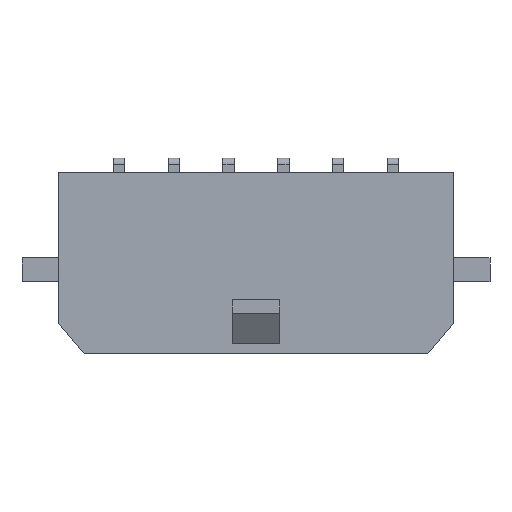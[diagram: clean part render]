
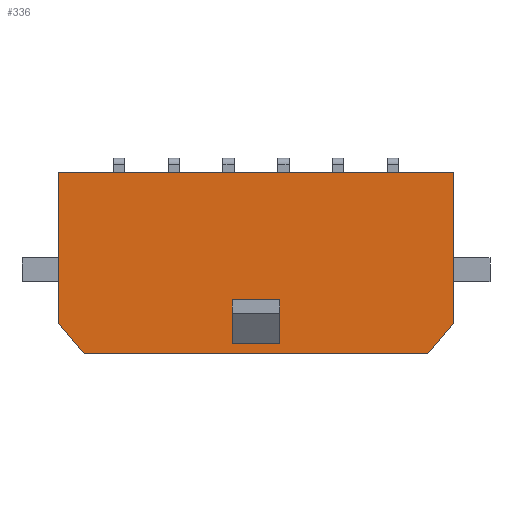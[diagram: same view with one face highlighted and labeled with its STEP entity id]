
A CAD part, top view. The second image highlights one B-rep face of the part: STEP entity #336.
In plain terms, the highlighted planar face has unit normal (0, 0, 1).
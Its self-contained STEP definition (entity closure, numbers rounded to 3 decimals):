
#336=ADVANCED_FACE('',(#725,#726),#546,.T.);
#546=PLANE('',#3945);
#725=FACE_BOUND('',#758,.T.);
#726=FACE_BOUND('',#759,.T.);
#758=EDGE_LOOP('',(#1113,#1114,#1115,#1116,#1117,#1118));
#759=EDGE_LOOP('',(#1119,#1120,#1121,#1122));
#1113=ORIENTED_EDGE('',*,*,#2515,.F.);
#1114=ORIENTED_EDGE('',*,*,#2498,.F.);
#1115=ORIENTED_EDGE('',*,*,#2550,.T.);
#1116=ORIENTED_EDGE('',*,*,#2507,.T.);
#1117=ORIENTED_EDGE('',*,*,#2512,.F.);
#1118=ORIENTED_EDGE('',*,*,#2545,.F.);
#1119=ORIENTED_EDGE('',*,*,#2551,.T.);
#1120=ORIENTED_EDGE('',*,*,#2552,.T.);
#1121=ORIENTED_EDGE('',*,*,#2553,.F.);
#1122=ORIENTED_EDGE('',*,*,#2554,.F.);
#2138=VERTEX_POINT('',#5406);
#2139=VERTEX_POINT('',#5408);
#2147=VERTEX_POINT('',#5425);
#2148=VERTEX_POINT('',#5427);
#2151=VERTEX_POINT('',#5435);
#2152=VERTEX_POINT('',#5439);
#2185=VERTEX_POINT('',#5512);
#2186=VERTEX_POINT('',#5513);
#2187=VERTEX_POINT('',#5515);
#2188=VERTEX_POINT('',#5517);
#2498=EDGE_CURVE('',#2138,#2139,#3045,.T.);
#2507=EDGE_CURVE('',#2148,#2147,#3054,.T.);
#2512=EDGE_CURVE('',#2151,#2147,#3059,.T.);
#2515=EDGE_CURVE('',#2139,#2152,#3062,.T.);
#2545=EDGE_CURVE('',#2152,#2151,#3092,.T.);
#2550=EDGE_CURVE('',#2138,#2148,#3097,.T.);
#2551=EDGE_CURVE('',#2185,#2186,#3098,.T.);
#2552=EDGE_CURVE('',#2186,#2187,#3099,.T.);
#2553=EDGE_CURVE('',#2188,#2187,#3100,.T.);
#2554=EDGE_CURVE('',#2185,#2188,#3101,.T.);
#3045=LINE('',#5407,#3532);
#3054=LINE('',#5426,#3541);
#3059=LINE('',#5436,#3546);
#3062=LINE('',#5442,#3549);
#3092=LINE('',#5502,#3579);
#3097=LINE('',#5510,#3584);
#3098=LINE('',#5511,#3585);
#3099=LINE('',#5514,#3586);
#3100=LINE('',#5516,#3587);
#3101=LINE('',#5518,#3588);
#3532=VECTOR('',#4304,1.);
#3541=VECTOR('',#4315,1.);
#3546=VECTOR('',#4322,1.);
#3549=VECTOR('',#4327,1.);
#3579=VECTOR('',#4359,1.);
#3584=VECTOR('',#4366,1.);
#3585=VECTOR('',#4367,1.);
#3586=VECTOR('',#4368,1.);
#3587=VECTOR('',#4369,1.);
#3588=VECTOR('',#4370,1.);
#3945=AXIS2_PLACEMENT_3D('',#5519,#4371,#4372);
#4304=DIRECTION('',(0.,-1.,0.));
#4315=DIRECTION('',(0.,-1.,0.));
#4322=DIRECTION('',(-0.643,0.766,0.));
#4327=DIRECTION('',(-0.643,-0.766,0.));
#4359=DIRECTION('',(-1.,0.,0.));
#4366=DIRECTION('',(-1.,0.,0.));
#4367=DIRECTION('',(-1.,0.,0.));
#4368=DIRECTION('',(0.,1.,0.));
#4369=DIRECTION('',(-1.,0.,0.));
#4370=DIRECTION('',(0.,1.,0.));
#4371=DIRECTION('',(0.,0.,1.));
#4372=DIRECTION('',(1.,0.,0.));
#5406=CARTESIAN_POINT('',(10.82,9.9,3.86));
#5407=CARTESIAN_POINT('',(10.82,9.9,3.86));
#5408=CARTESIAN_POINT('',(10.82,1.668,3.86));
#5425=CARTESIAN_POINT('',(-10.82,1.668,3.86));
#5426=CARTESIAN_POINT('',(-10.82,9.9,3.86));
#5427=CARTESIAN_POINT('',(-10.82,9.9,3.86));
#5435=CARTESIAN_POINT('',(-9.42,0.,3.86));
#5436=CARTESIAN_POINT('',(-9.42,0.,3.86));
#5439=CARTESIAN_POINT('',(9.42,0.,3.86));
#5442=CARTESIAN_POINT('',(10.82,1.668,3.86));
#5502=CARTESIAN_POINT('',(10.82,0.,3.86));
#5510=CARTESIAN_POINT('',(10.82,9.9,3.86));
#5511=CARTESIAN_POINT('',(1.3,0.54,3.86));
#5512=CARTESIAN_POINT('',(1.3,0.54,3.86));
#5513=CARTESIAN_POINT('',(-1.3,0.54,3.86));
#5514=CARTESIAN_POINT('',(-1.3,0.54,3.86));
#5515=CARTESIAN_POINT('',(-1.3,2.95,3.86));
#5516=CARTESIAN_POINT('',(1.3,2.95,3.86));
#5517=CARTESIAN_POINT('',(1.3,2.95,3.86));
#5518=CARTESIAN_POINT('',(1.3,0.54,3.86));
#5519=CARTESIAN_POINT('',(10.82,9.9,3.86));
